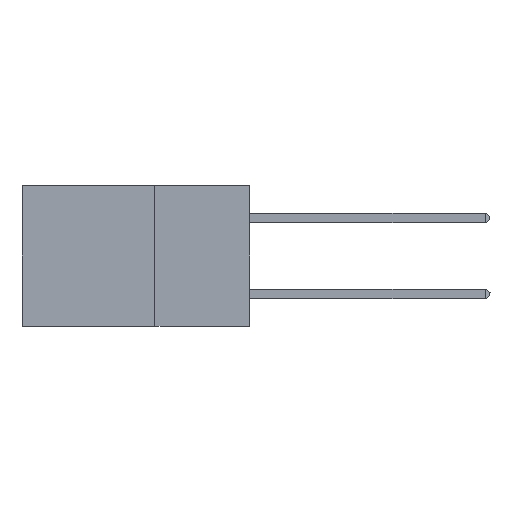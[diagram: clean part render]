
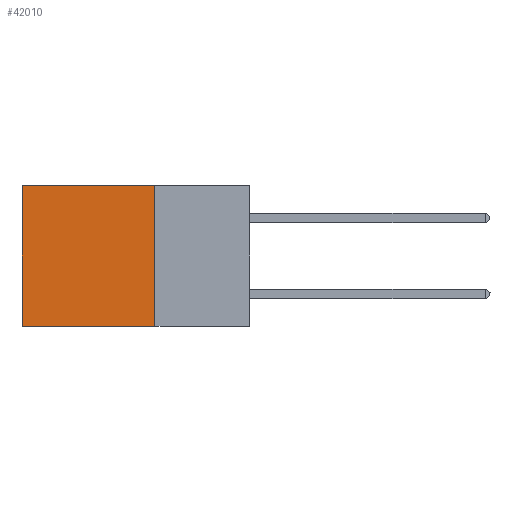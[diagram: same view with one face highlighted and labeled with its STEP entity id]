
A CAD part, left-side view. The second image highlights one B-rep face of the part: STEP entity #42010.
In plain terms, the highlighted planar face has unit normal (-1, 0, 0).
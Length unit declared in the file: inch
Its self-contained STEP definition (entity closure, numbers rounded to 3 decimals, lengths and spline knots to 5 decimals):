
#154 = DIRECTION ( 'NONE',  ( 1., 0., 0. ) ) ;
#253 = DIRECTION ( 'NONE',  ( 0., 0., -1. ) ) ;
#256 = CARTESIAN_POINT ( 'NONE',  ( 0.2875, 0.25, -0.37 ) ) ;
#2743 = EDGE_CURVE ( 'NONE', #23219, #7510, #13574, .T. ) ;
#3003 = DIRECTION ( 'NONE',  ( 0., 1., 0. ) ) ;
#3330 = PLANE ( 'NONE',  #31630 ) ;
#3830 = DIRECTION ( 'NONE',  ( 0., 0., -1. ) ) ;
#5631 = EDGE_LOOP ( 'NONE', ( #32214, #38291, #11656, #18787 ) ) ;
#6016 = LINE ( 'NONE', #26485, #25868 ) ;
#6242 = CARTESIAN_POINT ( 'NONE',  ( 0.2875, 0.25, 0. ) ) ;
#6458 = EDGE_CURVE ( 'NONE', #9480, #7999, #27704, .T. ) ;
#6464 = CARTESIAN_POINT ( 'NONE',  ( 0.2875, 0.25, 0. ) ) ;
#7374 = CARTESIAN_POINT ( 'NONE',  ( 0.2875, 0.6, 0. ) ) ;
#7510 = VERTEX_POINT ( 'NONE', #8181 ) ;
#7999 = VERTEX_POINT ( 'NONE', #8227 ) ;
#8181 = CARTESIAN_POINT ( 'NONE',  ( 0.2875, 0.6, -0.37 ) ) ;
#8227 = CARTESIAN_POINT ( 'NONE',  ( 0.2875, 0.6, 0. ) ) ;
#9383 = DIRECTION ( 'NONE',  ( 0., 1., 0. ) ) ;
#9480 = VERTEX_POINT ( 'NONE', #34019 ) ;
#10719 = FACE_OUTER_BOUND ( 'NONE', #5631, .T. ) ;
#11656 = ORIENTED_EDGE ( 'NONE', *, *, #37929, .F. ) ;
#13574 = LINE ( 'NONE', #256, #34950 ) ;
#17860 = LINE ( 'NONE', #7374, #34117 ) ;
#18787 = ORIENTED_EDGE ( 'NONE', *, *, #6458, .T. ) ;
#23133 = VECTOR ( 'NONE', #9383, 39.37008 ) ;
#23219 = VERTEX_POINT ( 'NONE', #25644 ) ;
#25644 = CARTESIAN_POINT ( 'NONE',  ( 0.2875, 0.25, -0.37 ) ) ;
#25685 = DIRECTION ( 'NONE',  ( 0., 0., -1. ) ) ;
#25868 = VECTOR ( 'NONE', #253, 39.37008 ) ;
#26485 = CARTESIAN_POINT ( 'NONE',  ( 0.2875, 0.25, 0. ) ) ;
#27704 = LINE ( 'NONE', #6242, #23133 ) ;
#31630 = AXIS2_PLACEMENT_3D ( 'NONE', #6464, #154, #25685 ) ;
#32214 = ORIENTED_EDGE ( 'NONE', *, *, #32245, .T. ) ;
#32245 = EDGE_CURVE ( 'NONE', #7999, #7510, #17860, .T. ) ;
#34019 = CARTESIAN_POINT ( 'NONE',  ( 0.2875, 0.25, 0. ) ) ;
#34117 = VECTOR ( 'NONE', #3830, 39.37008 ) ;
#34950 = VECTOR ( 'NONE', #3003, 39.37008 ) ;
#37929 = EDGE_CURVE ( 'NONE', #9480, #23219, #6016, .T. ) ;
#38291 = ORIENTED_EDGE ( 'NONE', *, *, #2743, .F. ) ;
#42010 = ADVANCED_FACE ( 'NONE', ( #10719 ), #3330, .F. ) ;
